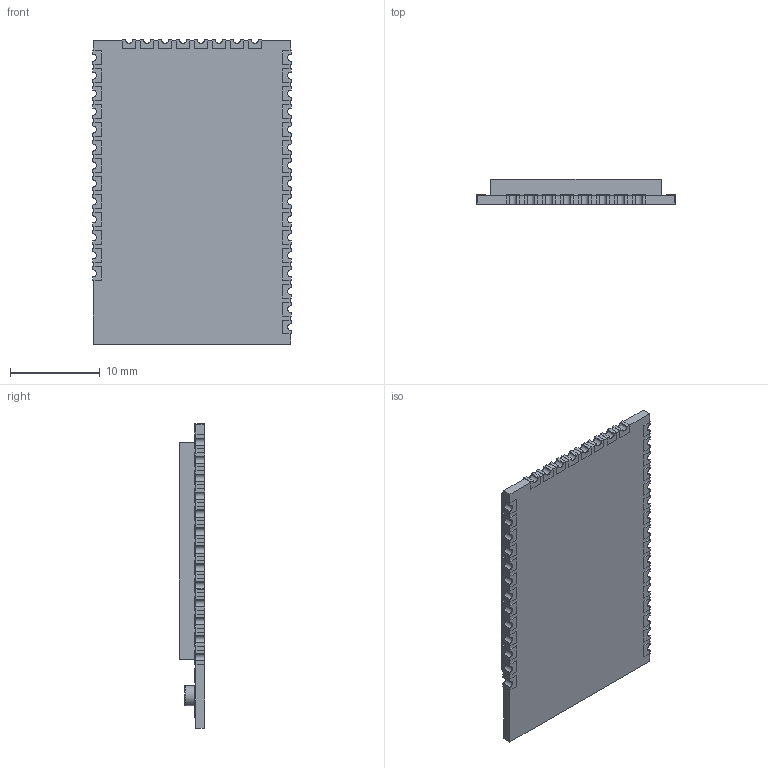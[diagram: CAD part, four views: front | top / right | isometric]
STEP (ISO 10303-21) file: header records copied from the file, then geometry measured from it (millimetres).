
FILE_DESCRIPTION( ( '' ), ' ' );
FILE_NAME( '58c92154a1545d0f69120916.step', '2017-03-15T11:12:06', ( '' ), ( '' ), ' ', ' ', ' ' );
FILE_SCHEMA( ( 'AUTOMOTIVE_DESIGN { 1 0 10303 214 1 1 1 1 }' ) );
Length unit declared in the file: metre
Products named in the file (39): 1; 2; 3; 4; 5; 6; 7; 8; 9; 10; 11; 12; 13; 14; 15; 16; 17; 18; 19; 20; 21; 22; 23; 24; 25; 26; 27; 28; 29; 30; 31; 32; 33; 34; 35; 36; 37; 38; 39
Bounding box: 22.1 x 2.84 x 33.88 mm (x, y, z)
Volume: 1609.7 mm3; surface area: 2998.6 mm2
Topology: 39 solids, 39 shells, 396 faces, 939 edges, 625 vertices
Faces by surface type: plane 316, cylinder 77, torus 2, bspline 1
Full cylindrical faces by diameter (mm): 0.32 x1, 1.8 x1, 2.27 x1
Entity records: 14873 total; most frequent: CARTESIAN_POINT 2020, DIRECTION 1958, ORIENTED_EDGE 1866, EDGE_CURVE 933, LINE 776, VECTOR 776, VERTEX_POINT 625, AXIS2_PLACEMENT_3D 591
